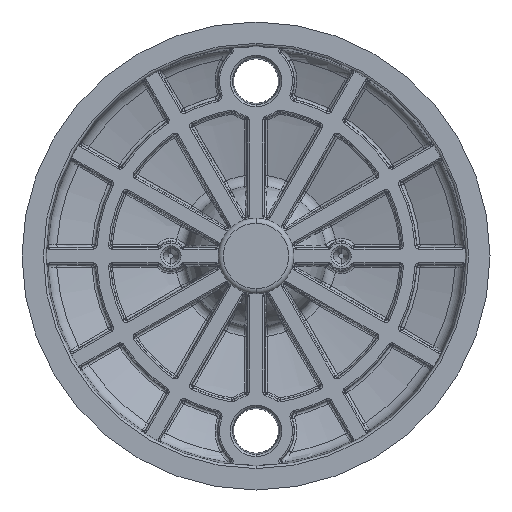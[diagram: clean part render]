
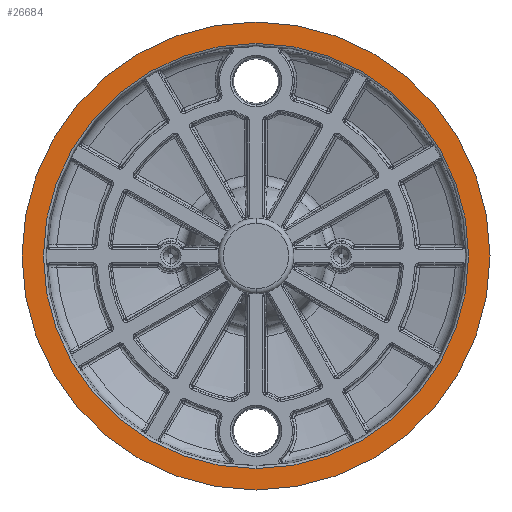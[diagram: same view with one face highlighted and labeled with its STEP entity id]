
A CAD part, front view. The second image highlights one B-rep face of the part: STEP entity #26684.
In plain terms, the highlighted planar face has unit normal (0, -1, 0).
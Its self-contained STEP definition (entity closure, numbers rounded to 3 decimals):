
#116 = DIRECTION ( 'NONE',  ( 0., 1., 0. ) ) ;
#1234 = CARTESIAN_POINT ( 'NONE',  ( 0., 0., 0. ) ) ;
#3482 = DIRECTION ( 'NONE',  ( 0., 0., -1. ) ) ;
#6724 = DIRECTION ( 'NONE',  ( 0., -1., 0. ) ) ;
#7162 = EDGE_CURVE ( 'NONE', #26437, #22792, #9457, .T. ) ;
#7380 = DIRECTION ( 'NONE',  ( 0., 1., 0. ) ) ;
#9078 = ORIENTED_EDGE ( 'NONE', *, *, #18959, .F. ) ;
#9457 = CIRCLE ( 'NONE', #12448, 44.974 ) ;
#10867 = AXIS2_PLACEMENT_3D ( 'NONE', #13603, #116, #15828 ) ;
#10911 = CARTESIAN_POINT ( 'NONE',  ( 0., 0., 0. ) ) ;
#11665 = FACE_OUTER_BOUND ( 'NONE', #13429, .T. ) ;
#11880 = CARTESIAN_POINT ( 'NONE',  ( 0., 0., 44.974 ) ) ;
#12448 = AXIS2_PLACEMENT_3D ( 'NONE', #1234, #16941, #3482 ) ;
#12802 = VERTEX_POINT ( 'NONE', #23160 ) ;
#13175 = DIRECTION ( 'NONE',  ( 0., 0., 1. ) ) ;
#13268 = VERTEX_POINT ( 'NONE', #19405 ) ;
#13429 = EDGE_LOOP ( 'NONE', ( #9078, #21178 ) ) ;
#13471 = ORIENTED_EDGE ( 'NONE', *, *, #21107, .T. ) ;
#13603 = CARTESIAN_POINT ( 'NONE',  ( 0., 0., 0. ) ) ;
#15673 = CARTESIAN_POINT ( 'NONE',  ( -44.5, 0., 0. ) ) ;
#15828 = DIRECTION ( 'NONE',  ( 0., 0., -1. ) ) ;
#16018 = AXIS2_PLACEMENT_3D ( 'NONE', #20783, #7380, #23060 ) ;
#16574 = CARTESIAN_POINT ( 'NONE',  ( 0., 0., -44.974 ) ) ;
#16941 = DIRECTION ( 'NONE',  ( 0., 1., 0. ) ) ;
#17349 = ORIENTED_EDGE ( 'NONE', *, *, #7162, .T. ) ;
#17820 = PLANE ( 'NONE',  #21607 ) ;
#18959 = EDGE_CURVE ( 'NONE', #12802, #13268, #20925, .T. ) ;
#19405 = CARTESIAN_POINT ( 'NONE',  ( 0., 0., 49.5 ) ) ;
#20747 = CIRCLE ( 'NONE', #16018, 49.5 ) ;
#20783 = CARTESIAN_POINT ( 'NONE',  ( 0., 0., 0. ) ) ;
#20925 = CIRCLE ( 'NONE', #28475, 49.5 ) ;
#21107 = EDGE_CURVE ( 'NONE', #22792, #26437, #28319, .T. ) ;
#21178 = ORIENTED_EDGE ( 'NONE', *, *, #28911, .F. ) ;
#21607 = AXIS2_PLACEMENT_3D ( 'NONE', #15673, #6724, #22414 ) ;
#22414 = DIRECTION ( 'NONE',  ( 0., 0., -1. ) ) ;
#22792 = VERTEX_POINT ( 'NONE', #11880 ) ;
#22858 = FACE_BOUND ( 'NONE', #25499, .T. ) ;
#23060 = DIRECTION ( 'NONE',  ( 0., 0., 1. ) ) ;
#23160 = CARTESIAN_POINT ( 'NONE',  ( 0., 0., -49.5 ) ) ;
#25499 = EDGE_LOOP ( 'NONE', ( #17349, #13471 ) ) ;
#26437 = VERTEX_POINT ( 'NONE', #16574 ) ;
#26589 = DIRECTION ( 'NONE',  ( 0., 1., 0. ) ) ;
#26684 = ADVANCED_FACE ( 'NONE', ( #22858, #11665 ), #17820, .T. ) ;
#28319 = CIRCLE ( 'NONE', #10867, 44.974 ) ;
#28475 = AXIS2_PLACEMENT_3D ( 'NONE', #10911, #26589, #13175 ) ;
#28911 = EDGE_CURVE ( 'NONE', #13268, #12802, #20747, .T. ) ;
